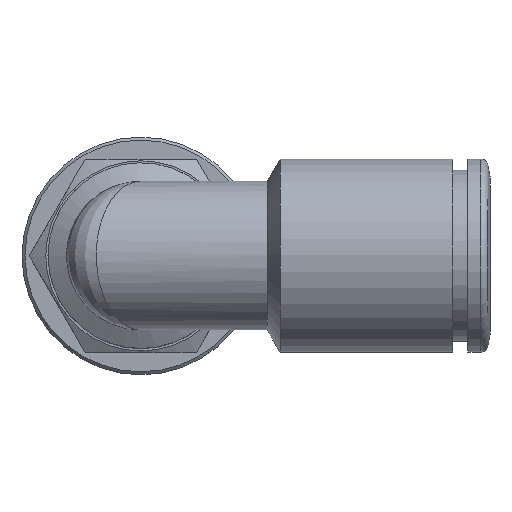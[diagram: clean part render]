
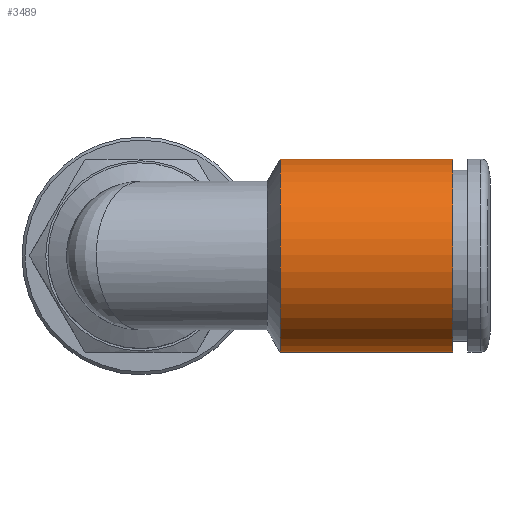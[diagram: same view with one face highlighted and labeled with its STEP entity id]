
A CAD part, top view. The second image highlights one B-rep face of the part: STEP entity #3489.
In plain terms, the highlighted cylindrical face has radius 6.5 mm (diameter 13 mm), a full revolution.
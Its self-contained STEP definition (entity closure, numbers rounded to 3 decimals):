
#584=CYLINDRICAL_SURFACE('',#3359,6.5);
#643=ORIENTED_EDGE('',*,*,#859,.T.);
#644=ORIENTED_EDGE('',*,*,#860,.T.);
#792=CIRCLE('',#3358,6.5);
#793=CIRCLE('',#3360,6.5);
#859=EDGE_CURVE('',#1069,#1069,#792,.T.);
#860=EDGE_CURVE('',#1070,#1070,#793,.T.);
#947=EDGE_LOOP('',(#643));
#948=EDGE_LOOP('',(#644));
#1069=VERTEX_POINT('',#3015);
#1070=VERTEX_POINT('',#3018);
#1152=FACE_BOUND('',#947,.T.);
#1153=FACE_BOUND('',#948,.T.);
#1735=DIRECTION('',(0.,1.,0.));
#1736=DIRECTION('',(0.,0.,-6.5));
#1737=DIRECTION('',(0.,1.,0.));
#1738=DIRECTION('',(1.,0.,0.));
#1739=DIRECTION('',(0.,-1.,0.));
#1740=DIRECTION('',(6.5,0.,0.));
#3015=CARTESIAN_POINT('',(2.917,-18.308,-6.5));
#3016=CARTESIAN_POINT('',(2.917,-18.308,0.));
#3017=CARTESIAN_POINT('',(2.917,-18.757,0.));
#3018=CARTESIAN_POINT('',(9.417,-6.674,0.));
#3019=CARTESIAN_POINT('',(2.917,-6.674,0.));
#3358=AXIS2_PLACEMENT_3D('',#3016,#1735,#1736);
#3359=AXIS2_PLACEMENT_3D('',#3017,#1737,#1738);
#3360=AXIS2_PLACEMENT_3D('',#3019,#1739,#1740);
#3489=ADVANCED_FACE('',(#1152,#1153),#584,.T.);
